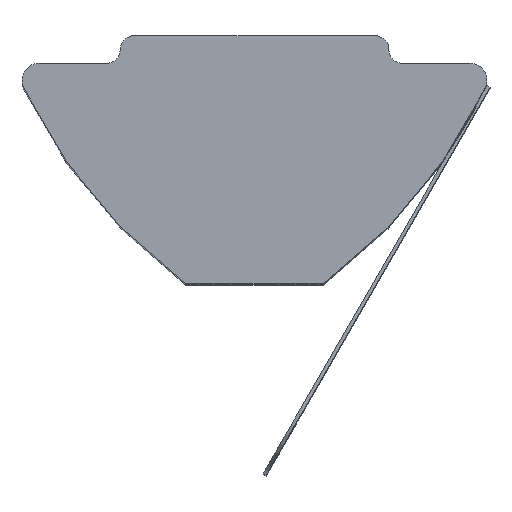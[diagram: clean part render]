
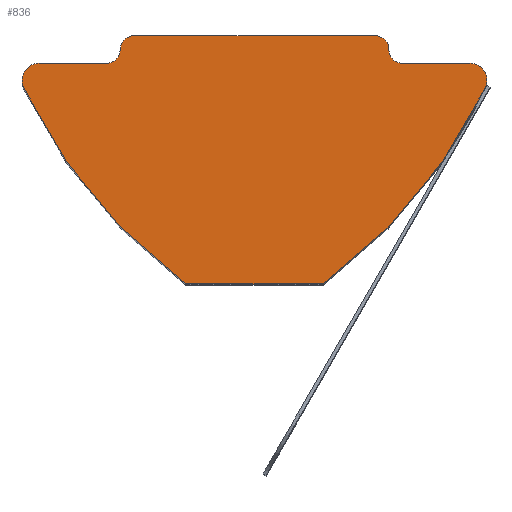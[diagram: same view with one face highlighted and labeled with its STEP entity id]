
A CAD part, top view. The second image highlights one B-rep face of the part: STEP entity #836.
In plain terms, the highlighted planar face has unit normal (0, 0, 1).
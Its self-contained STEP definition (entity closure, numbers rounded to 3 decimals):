
#12 = AXIS2_PLACEMENT_3D ( 'NONE', #841, #287, #915 ) ;
#33 = EDGE_CURVE ( 'NONE', #227, #1119, #717, .T. ) ;
#49 = DIRECTION ( 'NONE',  ( 1., 0., 0. ) ) ;
#90 = ORIENTED_EDGE ( 'NONE', *, *, #148, .T. ) ;
#92 = DIRECTION ( 'NONE',  ( 1., 0., 0. ) ) ;
#95 = CARTESIAN_POINT ( 'NONE',  ( -4.3, -0.4, 11. ) ) ;
#98 = ORIENTED_EDGE ( 'NONE', *, *, #618, .T. ) ;
#100 = CIRCLE ( 'NONE', #1079, 0.4 ) ;
#137 = CARTESIAN_POINT ( 'NONE',  ( 3.9, -0.4, 11. ) ) ;
#148 = EDGE_CURVE ( 'NONE', #679, #819, #995, .T. ) ;
#150 = CARTESIAN_POINT ( 'NONE',  ( 6.854, 4.908, 11. ) ) ;
#151 = LINE ( 'NONE', #706, #1088 ) ;
#171 = EDGE_CURVE ( 'NONE', #819, #339, #472, .T. ) ;
#173 = CARTESIAN_POINT ( 'NONE',  ( -4.3, -0.8, 11. ) ) ;
#181 = DIRECTION ( 'NONE',  ( -1., 0., 0. ) ) ;
#183 = ORIENTED_EDGE ( 'NONE', *, *, #211, .T. ) ;
#188 = DIRECTION ( 'NONE',  ( 1., 0., 0. ) ) ;
#195 = EDGE_CURVE ( 'NONE', #339, #538, #846, .T. ) ;
#203 = EDGE_CURVE ( 'NONE', #538, #713, #269, .T. ) ;
#208 = EDGE_CURVE ( 'NONE', #713, #318, #358, .T. ) ;
#211 = EDGE_CURVE ( 'NONE', #594, #564, #1068, .T. ) ;
#214 = EDGE_CURVE ( 'NONE', #564, #992, #100, .T. ) ;
#227 = VERTEX_POINT ( 'NONE', #1164 ) ;
#251 = DIRECTION ( 'NONE',  ( 1., 0., 0. ) ) ;
#269 = CIRCLE ( 'NONE', #968, 0.4 ) ;
#271 = DIRECTION ( 'NONE',  ( 0., 0., 1. ) ) ;
#277 = CARTESIAN_POINT ( 'NONE',  ( 6.25, -1.3, 11. ) ) ;
#287 = DIRECTION ( 'NONE',  ( 0., 0., 1. ) ) ;
#318 = VERTEX_POINT ( 'NONE', #473 ) ;
#338 = VECTOR ( 'NONE', #1037, 1000. ) ;
#339 = VERTEX_POINT ( 'NONE', #673 ) ;
#341 = CARTESIAN_POINT ( 'NONE',  ( 4.3, -0.8, 11. ) ) ;
#342 = ORIENTED_EDGE ( 'NONE', *, *, #203, .T. ) ;
#343 = VERTEX_POINT ( 'NONE', #1100 ) ;
#347 = DIRECTION ( 'NONE',  ( 0., 0., 1. ) ) ;
#354 = CARTESIAN_POINT ( 'NONE',  ( -3.5, 0., 11. ) ) ;
#358 = CIRCLE ( 'NONE', #12, 0.4 ) ;
#376 = DIRECTION ( 'NONE',  ( -1., 0., 0. ) ) ;
#400 = EDGE_CURVE ( 'NONE', #318, #594, #1081, .T. ) ;
#418 = ORIENTED_EDGE ( 'NONE', *, *, #171, .T. ) ;
#420 = DIRECTION ( 'NONE',  ( 0., 0., 1. ) ) ;
#459 = CARTESIAN_POINT ( 'NONE',  ( -3.5, -0.4, 11. ) ) ;
#461 = ORIENTED_EDGE ( 'NONE', *, *, #208, .T. ) ;
#472 = CIRCLE ( 'NONE', #1074, 0.5 ) ;
#473 = CARTESIAN_POINT ( 'NONE',  ( 3.5, 0., 11. ) ) ;
#474 = AXIS2_PLACEMENT_3D ( 'NONE', #716, #347, #251 ) ;
#512 = AXIS2_PLACEMENT_3D ( 'NONE', #150, #420, #881 ) ;
#514 = DIRECTION ( 'NONE',  ( 1., 0., 0. ) ) ;
#529 = DIRECTION ( 'NONE',  ( -1., 0., 0. ) ) ;
#533 = AXIS2_PLACEMENT_3D ( 'NONE', #826, #271, #899 ) ;
#538 = VERTEX_POINT ( 'NONE', #341 ) ;
#545 = CARTESIAN_POINT ( 'NONE',  ( -6.25, -1.3, 11. ) ) ;
#562 = EDGE_CURVE ( 'NONE', #992, #751, #1173, .T. ) ;
#563 = DIRECTION ( 'NONE',  ( 1., 0., 0. ) ) ;
#564 = VERTEX_POINT ( 'NONE', #1064 ) ;
#578 = ORIENTED_EDGE ( 'NONE', *, *, #195, .T. ) ;
#594 = VERTEX_POINT ( 'NONE', #354 ) ;
#597 = VECTOR ( 'NONE', #181, 1000. ) ;
#617 = DIRECTION ( 'NONE',  ( 0., 0., 1. ) ) ;
#618 = EDGE_CURVE ( 'NONE', #751, #343, #923, .T. ) ;
#622 = FACE_OUTER_BOUND ( 'NONE', #943, .T. ) ;
#645 = DIRECTION ( 'NONE',  ( 1., 0., 0. ) ) ;
#659 = DIRECTION ( 'NONE',  ( 0., 0., -1. ) ) ;
#673 = CARTESIAN_POINT ( 'NONE',  ( 6.25, -0.8, 11. ) ) ;
#679 = VERTEX_POINT ( 'NONE', #697 ) ;
#685 = CARTESIAN_POINT ( 'NONE',  ( 3.9, 0., 11. ) ) ;
#697 = CARTESIAN_POINT ( 'NONE',  ( 2., -7.2, 11. ) ) ;
#706 = CARTESIAN_POINT ( 'NONE',  ( -2., -7.2, 11. ) ) ;
#713 = VERTEX_POINT ( 'NONE', #137 ) ;
#714 = AXIS2_PLACEMENT_3D ( 'NONE', #545, #1155, #645 ) ;
#716 = CARTESIAN_POINT ( 'NONE',  ( -6.25, -1.3, 11. ) ) ;
#717 = CIRCLE ( 'NONE', #512, 15. ) ;
#751 = VERTEX_POINT ( 'NONE', #963 ) ;
#753 = DIRECTION ( 'NONE',  ( 0., 0., -1. ) ) ;
#755 = EDGE_CURVE ( 'NONE', #343, #227, #878, .T. ) ;
#762 = EDGE_CURVE ( 'NONE', #1119, #679, #151, .T. ) ;
#794 = CARTESIAN_POINT ( 'NONE',  ( -2., -7.2, 11. ) ) ;
#801 = ORIENTED_EDGE ( 'NONE', *, *, #214, .T. ) ;
#804 = ORIENTED_EDGE ( 'NONE', *, *, #400, .T. ) ;
#810 = PLANE ( 'NONE',  #474 ) ;
#819 = VERTEX_POINT ( 'NONE', #1063 ) ;
#826 = CARTESIAN_POINT ( 'NONE',  ( -6.854, 4.908, 11. ) ) ;
#835 = CARTESIAN_POINT ( 'NONE',  ( 3.9, -0.8, 11. ) ) ;
#836 = ADVANCED_FACE ( 'NONE', ( #622 ), #810, .T. ) ;
#841 = CARTESIAN_POINT ( 'NONE',  ( 3.5, -0.4, 11. ) ) ;
#846 = LINE ( 'NONE', #835, #597 ) ;
#866 = AXIS2_PLACEMENT_3D ( 'NONE', #1131, #617, #49 ) ;
#878 = CIRCLE ( 'NONE', #866, 0.5 ) ;
#881 = DIRECTION ( 'NONE',  ( 1., 0., 0. ) ) ;
#899 = DIRECTION ( 'NONE',  ( -1., 0., 0. ) ) ;
#909 = DIRECTION ( 'NONE',  ( 0., 0., 1. ) ) ;
#915 = DIRECTION ( 'NONE',  ( 1., 0., 0. ) ) ;
#918 = ORIENTED_EDGE ( 'NONE', *, *, #755, .T. ) ;
#923 = CIRCLE ( 'NONE', #714, 0.5 ) ;
#943 = EDGE_LOOP ( 'NONE', ( #578, #342, #461, #804, #183, #801, #1166, #98, #918, #1165, #991, #90, #418 ) ) ;
#963 = CARTESIAN_POINT ( 'NONE',  ( -6.25, -0.8, 11. ) ) ;
#968 = AXIS2_PLACEMENT_3D ( 'NONE', #1168, #659, #92 ) ;
#978 = CARTESIAN_POINT ( 'NONE',  ( -3.9, -0.8, 11. ) ) ;
#980 = VECTOR ( 'NONE', #529, 1000. ) ;
#991 = ORIENTED_EDGE ( 'NONE', *, *, #762, .T. ) ;
#992 = VERTEX_POINT ( 'NONE', #173 ) ;
#995 = CIRCLE ( 'NONE', #533, 15. ) ;
#1037 = DIRECTION ( 'NONE',  ( -1., 0., 0. ) ) ;
#1063 = CARTESIAN_POINT ( 'NONE',  ( 6.702, -1.514, 11. ) ) ;
#1064 = CARTESIAN_POINT ( 'NONE',  ( -3.9, -0.4, 11. ) ) ;
#1068 = CIRCLE ( 'NONE', #1087, 0.4 ) ;
#1074 = AXIS2_PLACEMENT_3D ( 'NONE', #277, #909, #376 ) ;
#1079 = AXIS2_PLACEMENT_3D ( 'NONE', #95, #753, #188 ) ;
#1081 = LINE ( 'NONE', #685, #338 ) ;
#1087 = AXIS2_PLACEMENT_3D ( 'NONE', #459, #1092, #563 ) ;
#1088 = VECTOR ( 'NONE', #514, 1000. ) ;
#1092 = DIRECTION ( 'NONE',  ( 0., 0., 1. ) ) ;
#1100 = CARTESIAN_POINT ( 'NONE',  ( -6.75, -1.3, 11. ) ) ;
#1119 = VERTEX_POINT ( 'NONE', #794 ) ;
#1131 = CARTESIAN_POINT ( 'NONE',  ( -6.25, -1.3, 11. ) ) ;
#1155 = DIRECTION ( 'NONE',  ( 0., 0., 1. ) ) ;
#1164 = CARTESIAN_POINT ( 'NONE',  ( -6.702, -1.514, 11. ) ) ;
#1165 = ORIENTED_EDGE ( 'NONE', *, *, #33, .T. ) ;
#1166 = ORIENTED_EDGE ( 'NONE', *, *, #562, .T. ) ;
#1168 = CARTESIAN_POINT ( 'NONE',  ( 4.3, -0.4, 11. ) ) ;
#1173 = LINE ( 'NONE', #978, #980 ) ;
